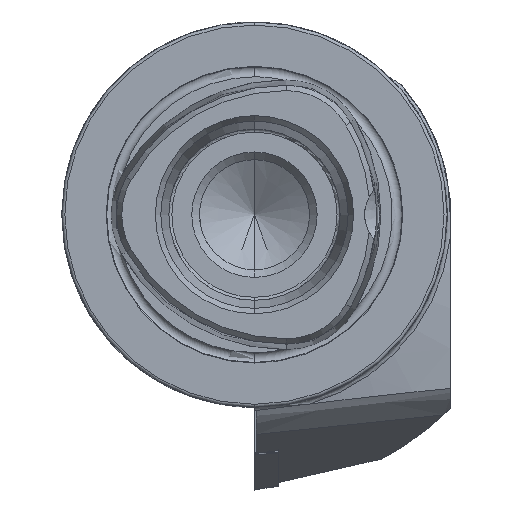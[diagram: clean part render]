
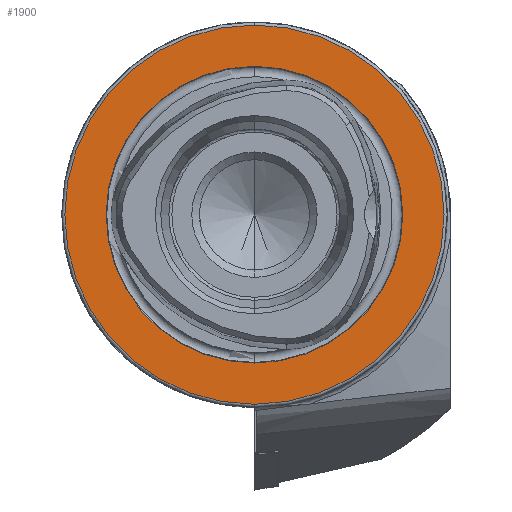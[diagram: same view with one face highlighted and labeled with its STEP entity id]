
A CAD part, left-side view. The second image highlights one B-rep face of the part: STEP entity #1900.
In plain terms, the highlighted planar face has unit normal (-1, 0, 0).
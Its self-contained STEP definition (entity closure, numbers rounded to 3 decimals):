
#114 = EDGE_CURVE ( 'NONE', #7693, #7692, #2916, .T. ) ;
#115 = EDGE_CURVE ( 'NONE', #7690, #7688, #2915, .T. ) ;
#298 = AXIS2_PLACEMENT_3D ( 'NONE', #6468, #6469, #6470 ) ;
#299 = AXIS2_PLACEMENT_3D ( 'NONE', #6471, #6472, #6473 ) ;
#791 = FACE_OUTER_BOUND ( 'NONE', #1223, .T. ) ;
#801 = FACE_BOUND ( 'NONE', #1221, .T. ) ;
#1221 = EDGE_LOOP ( 'NONE', ( #9340, #9341 ) ) ;
#1223 = EDGE_LOOP ( 'NONE', ( #9342, #9343 ) ) ;
#1446 = CARTESIAN_POINT ( 'NONE',  ( 0., 24.25, 0. ) ) ;
#1447 = PLANE ( 'NONE',  #3500 ) ;
#1452 = DIRECTION ( 'NONE',  ( 1., 0., 0. ) ) ;
#1453 = DIRECTION ( 'NONE',  ( 0., 0., -1. ) ) ;
#1900 = ADVANCED_FACE ( 'NONE', ( #801, #791 ), #1447, .F. ) ;
#2193 = EDGE_CURVE ( 'NONE', #7688, #7690, #5278, .T. ) ;
#2197 = EDGE_CURVE ( 'NONE', #7692, #7693, #5285, .T. ) ;
#2915 = CIRCLE ( 'NONE', #299, 24.25 ) ;
#2916 = CIRCLE ( 'NONE', #298, 31. ) ;
#3500 = AXIS2_PLACEMENT_3D ( 'NONE', #1446, #1452, #1453 ) ;
#5278 = CIRCLE ( 'NONE', #7341, 24.25 ) ;
#5285 = CIRCLE ( 'NONE', #7344, 31. ) ;
#6468 = CARTESIAN_POINT ( 'NONE',  ( 0., 0., 0. ) ) ;
#6469 = DIRECTION ( 'NONE',  ( -1., 0., 0. ) ) ;
#6470 = DIRECTION ( 'NONE',  ( 0., 0., 1. ) ) ;
#6471 = CARTESIAN_POINT ( 'NONE',  ( 0., 0., 0. ) ) ;
#6472 = DIRECTION ( 'NONE',  ( -1., 0., 0. ) ) ;
#6473 = DIRECTION ( 'NONE',  ( 0., 0., 1. ) ) ;
#6594 = CARTESIAN_POINT ( 'NONE',  ( 0., 0., 0. ) ) ;
#6595 = DIRECTION ( 'NONE',  ( -1., 0., 0. ) ) ;
#6596 = DIRECTION ( 'NONE',  ( 0., 0., 1. ) ) ;
#6604 = CARTESIAN_POINT ( 'NONE',  ( 0., 0., 0. ) ) ;
#6605 = DIRECTION ( 'NONE',  ( -1., 0., 0. ) ) ;
#6606 = DIRECTION ( 'NONE',  ( 0., 0., 1. ) ) ;
#6727 = CARTESIAN_POINT ( 'NONE',  ( 0., 0., -24.25 ) ) ;
#6729 = CARTESIAN_POINT ( 'NONE',  ( 0., 0., 24.25 ) ) ;
#6731 = CARTESIAN_POINT ( 'NONE',  ( 0., 0., 31. ) ) ;
#6732 = CARTESIAN_POINT ( 'NONE',  ( 0., 0., -31. ) ) ;
#7341 = AXIS2_PLACEMENT_3D ( 'NONE', #6594, #6595, #6596 ) ;
#7344 = AXIS2_PLACEMENT_3D ( 'NONE', #6604, #6605, #6606 ) ;
#7688 = VERTEX_POINT ( 'NONE', #6727 ) ;
#7690 = VERTEX_POINT ( 'NONE', #6729 ) ;
#7692 = VERTEX_POINT ( 'NONE', #6731 ) ;
#7693 = VERTEX_POINT ( 'NONE', #6732 ) ;
#9340 = ORIENTED_EDGE ( 'NONE', *, *, #115, .F. ) ;
#9341 = ORIENTED_EDGE ( 'NONE', *, *, #2193, .F. ) ;
#9342 = ORIENTED_EDGE ( 'NONE', *, *, #2197, .T. ) ;
#9343 = ORIENTED_EDGE ( 'NONE', *, *, #114, .T. ) ;
